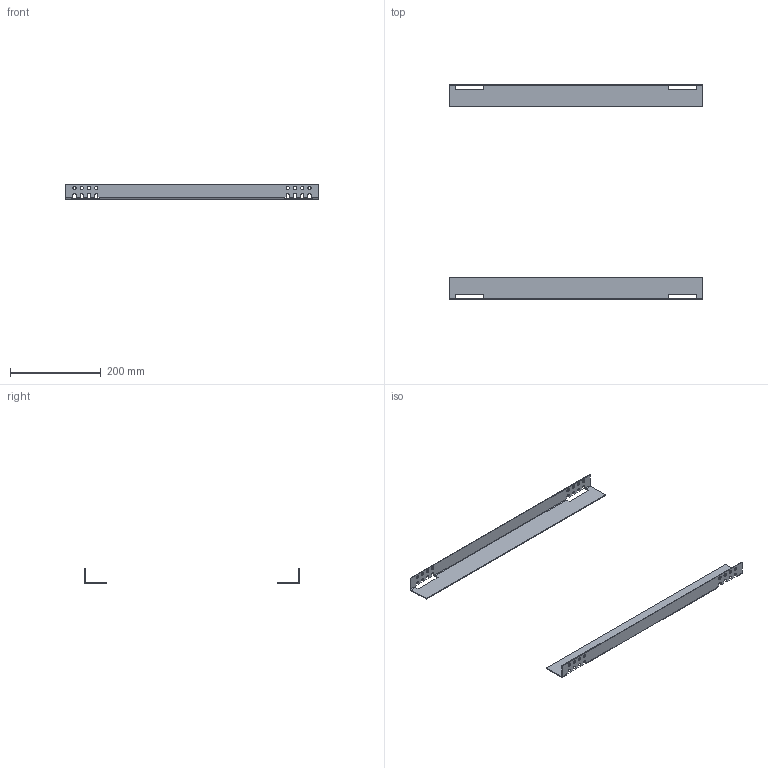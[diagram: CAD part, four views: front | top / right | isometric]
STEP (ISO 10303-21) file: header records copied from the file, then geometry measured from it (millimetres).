
FILE_DESCRIPTION (( 'STEP AP214' ), '1' );
FILE_NAME ('SR05-600-R_.STEP', '2022-10-13T11:39:46', ( '' ), ( '' ), 'SwSTEP 2.0', 'SolidWorks 2022', '' );
FILE_SCHEMA (( 'AUTOMOTIVE_DESIGN' ));
Length unit declared in the file: millimetre
Products named in the file (2): АГИЕ 278.04.001 Уголок направляющий_-01 600 черный; SR05-600-R_
Assembly tree (2 placements, depth 2):
  SR05-600-R_
    АГИЕ 278.04.001 Уголок направляющий_-01 600 черный  x2
Bounding box: 560 x 476 x 32 mm (x, y, z)
Volume: 167791.7 mm3; surface area: 175258.7 mm2
Topology: 2 solids, 2 shells, 180 faces, 504 edges, 320 vertices
Faces by surface type: plane 104, cylinder 76
Entity records: 2994 total; most frequent: DIRECTION 518, CARTESIAN_POINT 507, ORIENTED_EDGE 504, EDGE_CURVE 252, LINE 176, VECTOR 176, AXIS2_PLACEMENT_3D 171, VERTEX_POINT 160
